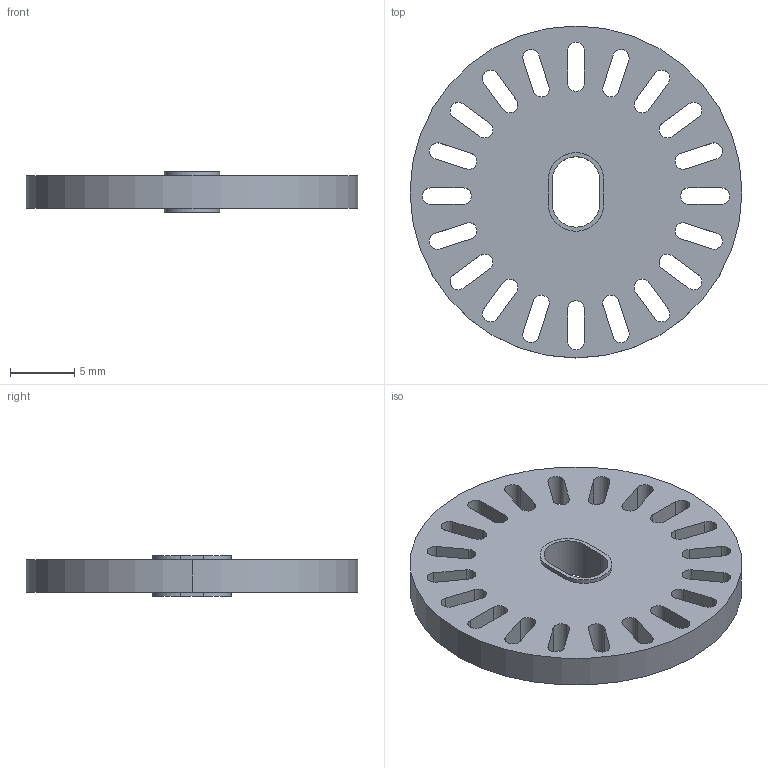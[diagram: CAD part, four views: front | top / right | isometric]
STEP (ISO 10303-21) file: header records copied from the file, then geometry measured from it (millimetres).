
FILE_DESCRIPTION (( 'STEP AP214' ), '1' );
FILE_NAME ('encoder disk.STEP', '2023-09-17T17:20:15', ( '' ), ( '' ), 'SwSTEP 2.0', 'SolidWorks 2022', '' );
FILE_SCHEMA (( 'AUTOMOTIVE_DESIGN' ));
Length unit declared in the file: inch
Products named in the file (1): encoder disk
Bounding box: 25.76 x 25.76 x 3.17 mm (x, y, z)
Volume: 1054.7 mm3; surface area: 1553 mm2
Topology: 1 solids, 1 shells, 116 faces, 336 edges, 224 vertices
Faces by surface type: cylinder 66, plane 50
Entity records: 3996 total; most frequent: DIRECTION 702, CARTESIAN_POINT 677, ORIENTED_EDGE 672, EDGE_CURVE 336, AXIS2_PLACEMENT_3D 249, VERTEX_POINT 224, VECTOR 204, LINE 204
